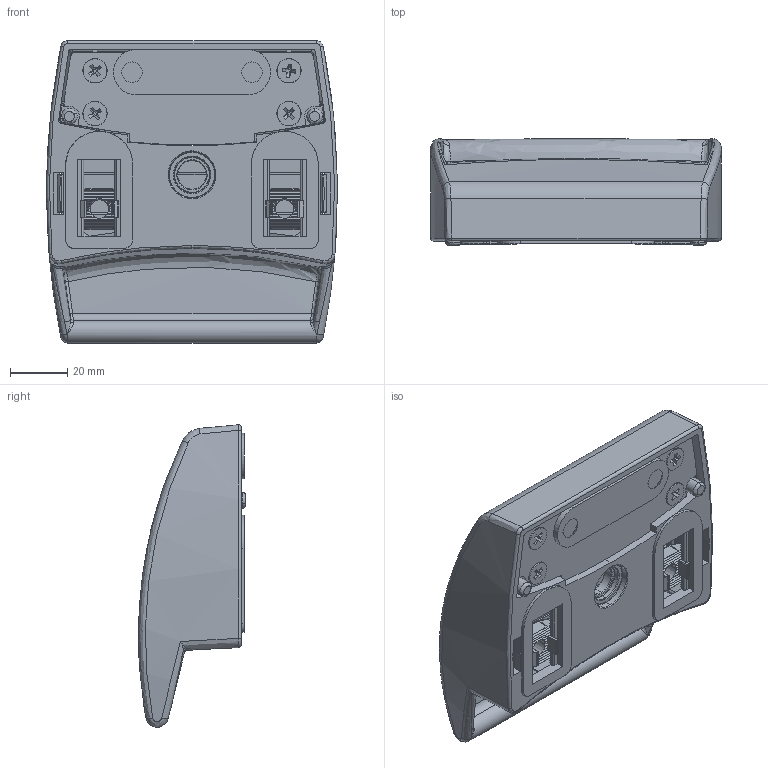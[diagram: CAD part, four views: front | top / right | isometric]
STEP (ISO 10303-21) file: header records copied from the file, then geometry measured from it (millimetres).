
FILE_DESCRIPTION (( 'STEP AP214' ), '1' );
FILE_NAME ('7340018', '2019-01-30T09:20:56', ( '' ), ('JUGARD+KÜNSTNER GmbH'), 'SwSTEP 2.0', 'SolidWorks 2017', '' );
FILE_SCHEMA (( 'AUTOMOTIVE_DESIGN' ));
Length unit declared in the file: millimetre
Products named in the file (13): Part16; Part20; 7340018; Part18; 0957601RS01_0957601RS01; Part8; Part13; Part12; Part6; Part7; Part9; Part14; Part17
Assembly tree (20 placements, depth 3):
  7340018
    Part20
    Part16
    Part17  x2
    0957601RS01_0957601RS01
      Part14  x2
      Part9
      Part7
      Part6
      Part12  x6
      Part13
      Part8
    Part18  x2
Bounding box: 101.99 x 37.48 x 105.99 mm (x, y, z)
Volume: 100868.9 mm3; surface area: 73842 mm2
Topology: 19 solids, 19 shells, 2332 faces, 5851 edges, 3475 vertices
Faces by surface type: plane 938, cylinder 657, bspline 564, cone 173
Entity records: 90595 total; most frequent: CARTESIAN_POINT 29735, ORIENTED_EDGE 9156, DIRECTION 7184, EDGE_CURVE 4578, VERTEX_POINT 2761, AXIS2_PLACEMENT_3D 2507, VECTOR 2170, LINE 2170
